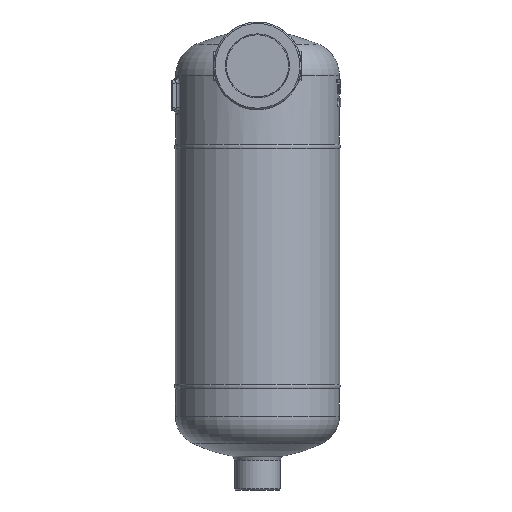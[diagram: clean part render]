
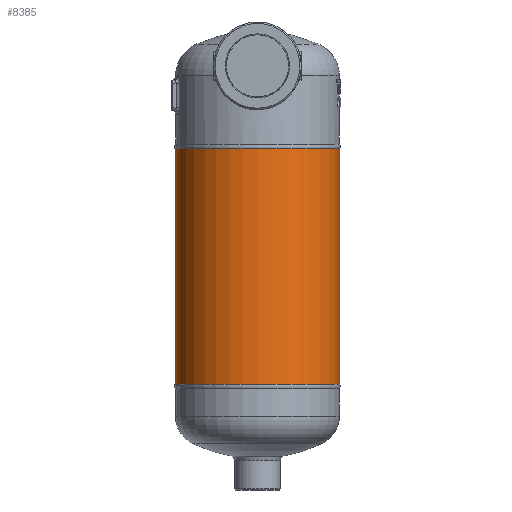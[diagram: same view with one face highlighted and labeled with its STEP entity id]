
A CAD part, left-side view. The second image highlights one B-rep face of the part: STEP entity #8385.
In plain terms, the highlighted cylindrical face has radius 57.15 mm (diameter 114.3 mm), a full revolution.
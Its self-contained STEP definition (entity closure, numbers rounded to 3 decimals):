
#8043=CARTESIAN_POINT('',(-57.15,0.,-165.326));
#8044=VERTEX_POINT('',#8043);
#8045=CARTESIAN_POINT('',(0.,0.0,-165.326));
#8046=DIRECTION('',(0.0,0.0,-1.0));
#8047=DIRECTION('',(1.0,0.0,0.0));
#8048=AXIS2_PLACEMENT_3D('',#8045,#8046,#8047);
#8049=CIRCLE('',#8048,57.15);
#8050=EDGE_CURVE('',#8044,#8044,#8049,.T.);
#8060=CARTESIAN_POINT('',(-57.15,0.,-1.674));
#8061=VERTEX_POINT('',#8060);
#8062=CARTESIAN_POINT('',(0.,0.0,-1.674));
#8063=DIRECTION('',(0.0,0.0,1.0));
#8064=DIRECTION('',(1.0,0.0,0.0));
#8065=AXIS2_PLACEMENT_3D('',#8062,#8063,#8064);
#8066=CIRCLE('',#8065,57.15);
#8067=EDGE_CURVE('',#8061,#8061,#8066,.T.);
#8374=CARTESIAN_POINT('',(0.,0.0,0.));
#8375=DIRECTION('',(0.,0.0,-1.0));
#8376=DIRECTION('',(1.0,0.0,0.0));
#8377=AXIS2_PLACEMENT_3D('',#8374,#8375,#8376);
#8378=CYLINDRICAL_SURFACE('',#8377,57.15);
#8379=ORIENTED_EDGE('',*,*,#8067,.F.);
#8380=EDGE_LOOP('',(#8379));
#8381=FACE_OUTER_BOUND('',#8380,.T.);
#8382=ORIENTED_EDGE('',*,*,#8050,.F.);
#8383=EDGE_LOOP('',(#8382));
#8384=FACE_BOUND('',#8383,.T.);
#8385=ADVANCED_FACE('',(#8381,#8384),#8378,.T.);
